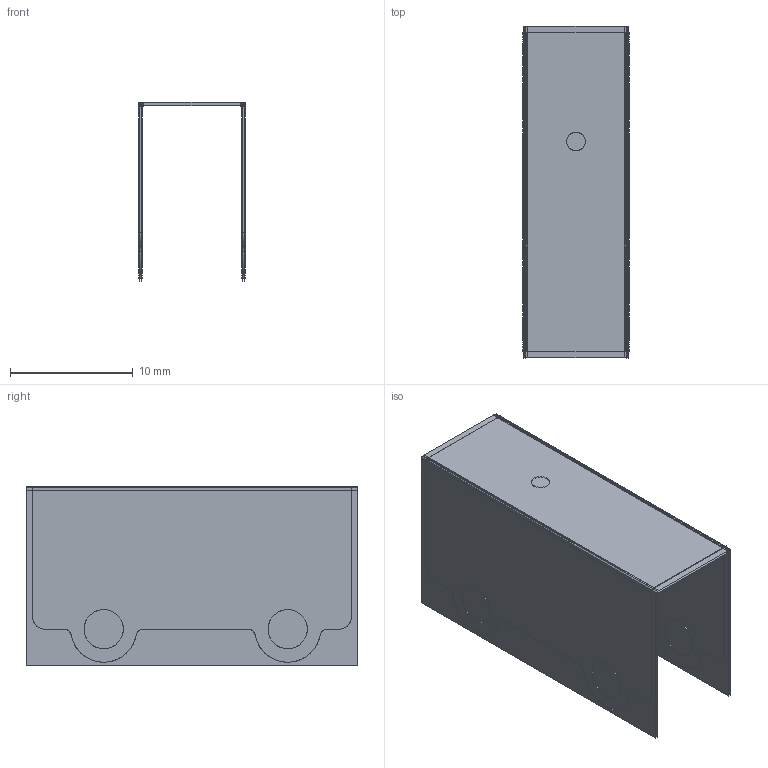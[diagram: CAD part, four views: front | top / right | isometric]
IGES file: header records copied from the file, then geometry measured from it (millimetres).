
Start section:  PTC IGES file: 229257.igs
Global section: file name: 229257.igs; native system: Creo Parametric by PTC Inc.; preprocessor: 2019292; author: PDMAdmin; organization: Unknown; date: 20220511.151426; units: millimetre
Bounding box: 8.68 x 27.04 x 14.62 mm (x, y, z)
Surface area: 5476.3 mm2 (no closed solid volume)
Topology: 0 solids, 1 shells, 104 faces, 536 edges, 680 vertices
Faces by surface type: revolution 60, bspline 44
